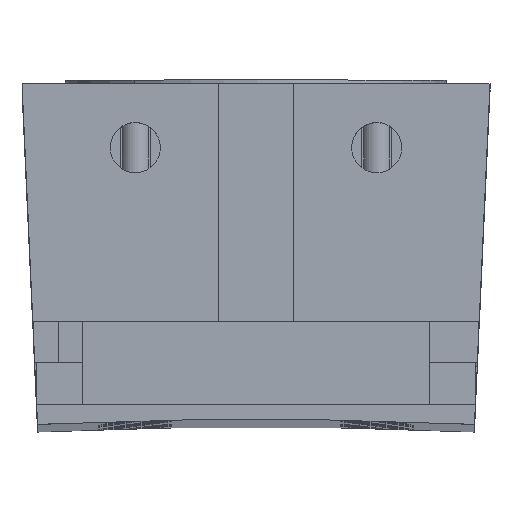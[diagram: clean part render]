
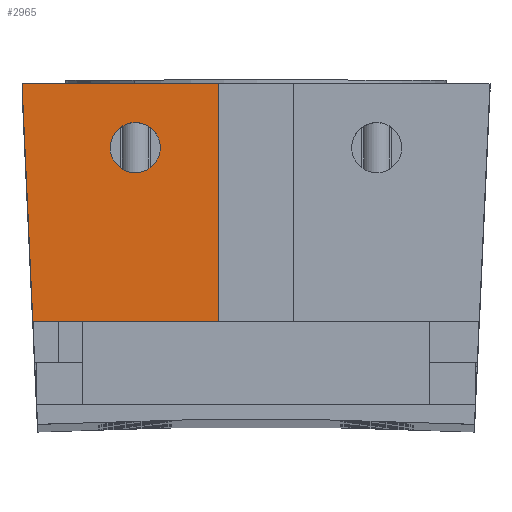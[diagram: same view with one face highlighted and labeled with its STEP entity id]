
A CAD part, top view. The second image highlights one B-rep face of the part: STEP entity #2965.
In plain terms, the highlighted planar face has unit normal (0, 0, 1).
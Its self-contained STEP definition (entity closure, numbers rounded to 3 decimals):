
#2598=CARTESIAN_POINT('',(-19.324,721.5,580.0));
#2599=VERTEX_POINT('',#2598);
#2643=CARTESIAN_POINT('',(-12.677,721.5,580.0));
#2644=VERTEX_POINT('',#2643);
#2651=CARTESIAN_POINT('',(-16.,721.5,580.0));
#2652=DIRECTION('',(0.0,0.0,-1.0));
#2653=DIRECTION('',(-1.0,0.0,0.0));
#2654=AXIS2_PLACEMENT_3D('',#2651,#2652,#2653);
#2655=CIRCLE('',#2654,3.324);
#2656=EDGE_CURVE('',#2599,#2644,#2655,.T.);
#2691=CARTESIAN_POINT('',(-16.,721.5,580.0));
#2692=DIRECTION('',(0.0,0.0,-1.0));
#2693=DIRECTION('',(-1.0,0.0,0.0));
#2694=AXIS2_PLACEMENT_3D('',#2691,#2692,#2693);
#2695=CIRCLE('',#2694,3.324);
#2696=EDGE_CURVE('',#2644,#2599,#2695,.T.);
#2836=CARTESIAN_POINT('',(-5.,698.5,580.0));
#2837=VERTEX_POINT('',#2836);
#2852=CARTESIAN_POINT('',(-5.,730.0,580.0));
#2853=VERTEX_POINT('',#2852);
#2860=CARTESIAN_POINT('',(-5.,698.5,580.0));
#2861=DIRECTION('',(0.0,1.0,0.0));
#2862=VECTOR('',#2861,31.5);
#2863=LINE('',#2860,#2862);
#2864=EDGE_CURVE('',#2837,#2853,#2863,.T.);
#2931=CARTESIAN_POINT('',(0.,714.496,580.0));
#2932=DIRECTION('',(0.0,0.0,1.0));
#2933=DIRECTION('',(1.0,0.0,0.0));
#2934=AXIS2_PLACEMENT_3D('',#2931,#2932,#2933);
#2935=PLANE('',#2934);
#2936=ORIENTED_EDGE('',*,*,#2864,.T.);
#2937=CARTESIAN_POINT('',(-31.,730.0,580.0));
#2938=VERTEX_POINT('',#2937);
#2939=CARTESIAN_POINT('',(-31.,730.0,580.0));
#2940=DIRECTION('',(1.0,0.0,0.0));
#2941=VECTOR('',#2940,26.);
#2942=LINE('',#2939,#2941);
#2943=EDGE_CURVE('',#2938,#2853,#2942,.T.);
#2944=ORIENTED_EDGE('',*,*,#2943,.F.);
#2945=CARTESIAN_POINT('',(-29.561,698.5,580.0));
#2946=VERTEX_POINT('',#2945);
#2947=CARTESIAN_POINT('',(-29.561,698.5,580.0));
#2948=DIRECTION('',(-0.046,0.999,0.0));
#2949=VECTOR('',#2948,31.533);
#2950=LINE('',#2947,#2949);
#2951=EDGE_CURVE('',#2946,#2938,#2950,.T.);
#2952=ORIENTED_EDGE('',*,*,#2951,.F.);
#2953=CARTESIAN_POINT('',(-5.,698.5,580.0));
#2954=DIRECTION('',(-1.0,0.0,0.0));
#2955=VECTOR('',#2954,24.561);
#2956=LINE('',#2953,#2955);
#2957=EDGE_CURVE('',#2837,#2946,#2956,.T.);
#2958=ORIENTED_EDGE('',*,*,#2957,.F.);
#2959=EDGE_LOOP('',(#2936,#2944,#2952,#2958));
#2960=FACE_OUTER_BOUND('',#2959,.T.);
#2961=ORIENTED_EDGE('',*,*,#2656,.T.);
#2962=ORIENTED_EDGE('',*,*,#2696,.T.);
#2963=EDGE_LOOP('',(#2961,#2962));
#2964=FACE_BOUND('',#2963,.T.);
#2965=ADVANCED_FACE('',(#2960,#2964),#2935,.T.);
